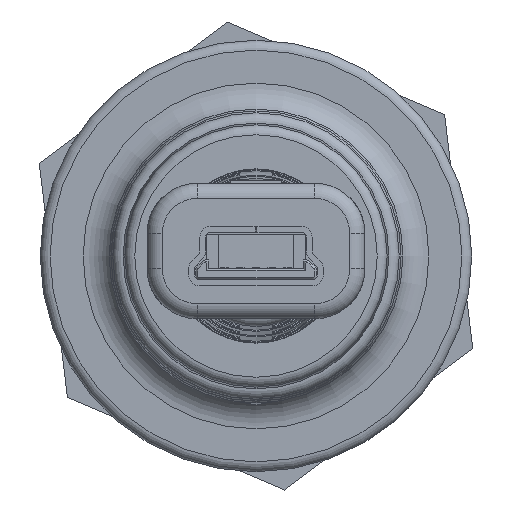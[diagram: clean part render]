
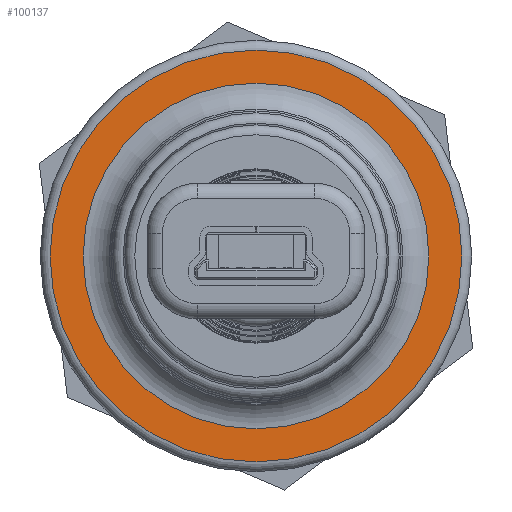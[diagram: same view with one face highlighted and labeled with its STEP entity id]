
A CAD part, front view. The second image highlights one B-rep face of the part: STEP entity #100137.
In plain terms, the highlighted planar face has unit normal (0, -1, 0).
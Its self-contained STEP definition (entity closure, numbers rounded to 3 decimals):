
#517 = ORIENTED_EDGE ( 'NONE', *, *, #126693, .T. ) ;
#4840 = VERTEX_POINT ( 'NONE', #28302 ) ;
#8348 = DIRECTION ( 'NONE',  ( 0., -1., 0. ) ) ;
#13252 = VERTEX_POINT ( 'NONE', #15878 ) ;
#15878 = CARTESIAN_POINT ( 'NONE',  ( 0., -1.9, -8.731 ) ) ;
#22717 = FACE_OUTER_BOUND ( 'NONE', #125837, .T. ) ;
#28302 = CARTESIAN_POINT ( 'NONE',  ( 0., -1.9, -10.4 ) ) ;
#39149 = CARTESIAN_POINT ( 'NONE',  ( 10.9, -1.9, 0. ) ) ;
#42033 = CIRCLE ( 'NONE', #58396, 8.731 ) ;
#49822 = DIRECTION ( 'NONE',  ( 0., 0., -1. ) ) ;
#58396 = AXIS2_PLACEMENT_3D ( 'NONE', #123324, #59802, #133927 ) ;
#59802 = DIRECTION ( 'NONE',  ( 0., 1., 0. ) ) ;
#65863 = CIRCLE ( 'NONE', #97223, 10.4 ) ;
#71879 = CARTESIAN_POINT ( 'NONE',  ( 0., -1.9, 0. ) ) ;
#72269 = EDGE_CURVE ( 'NONE', #13252, #13252, #42033, .T. ) ;
#82448 = FACE_BOUND ( 'NONE', #106539, .T. ) ;
#82528 = DIRECTION ( 'NONE',  ( 0., 0., -1. ) ) ;
#92007 = PLANE ( 'NONE',  #99195 ) ;
#97223 = AXIS2_PLACEMENT_3D ( 'NONE', #71879, #8348, #82528 ) ;
#99195 = AXIS2_PLACEMENT_3D ( 'NONE', #39149, #113321, #49822 ) ;
#99657 = ORIENTED_EDGE ( 'NONE', *, *, #72269, .T. ) ;
#100137 = ADVANCED_FACE ( 'NONE', ( #22717, #82448 ), #92007, .T. ) ;
#106539 = EDGE_LOOP ( 'NONE', ( #99657 ) ) ;
#113321 = DIRECTION ( 'NONE',  ( 0., -1., 0. ) ) ;
#123324 = CARTESIAN_POINT ( 'NONE',  ( 0., -1.9, 0. ) ) ;
#125837 = EDGE_LOOP ( 'NONE', ( #517 ) ) ;
#126693 = EDGE_CURVE ( 'NONE', #4840, #4840, #65863, .T. ) ;
#133927 = DIRECTION ( 'NONE',  ( 0., 0., -1. ) ) ;
